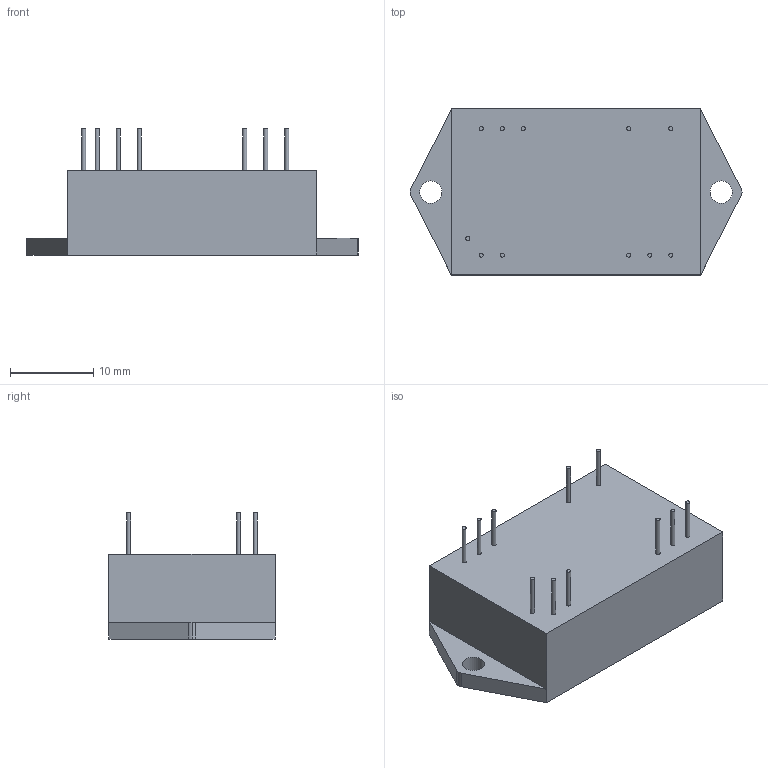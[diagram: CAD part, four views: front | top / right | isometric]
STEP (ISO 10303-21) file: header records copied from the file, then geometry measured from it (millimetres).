
FILE_DESCRIPTION(('STEP AP242'), '1');
FILE_NAME('ÂÐÌ24-15', '', ('UNSPECIFIED'), ('UNSPECIFIED'), 'ASCON STEP Converter 1.6', 'ASCON Math Kernel', '');
FILE_SCHEMA(('AP242_MANAGED_MODEL_BASED_3D_ENGINEERING_MIM_LF { 1 0 10303 442 1 1 4 }'));
Length unit declared in the file: millimetre
Bounding box: 39.99 x 20 x 15.2 mm (x, y, z)
Volume: 6311.6 mm3; surface area: 2530.6 mm2
Topology: 1 solids, 1 shells, 40 faces, 77 edges, 50 vertices
Faces by surface type: plane 23, cylinder 17
Full cylindrical faces by diameter (mm): 0.5 x11, 2.7 x2
Entity records: 1326 total; most frequent: DIRECTION 180, CARTESIAN_POINT 155, ORIENTED_EDGE 128, AXIS2_PLACEMENT_3D 75, EDGE_LOOP 68, EDGE_CURVE 64, VERTEX_POINT 50, FACE_BOUND 42
